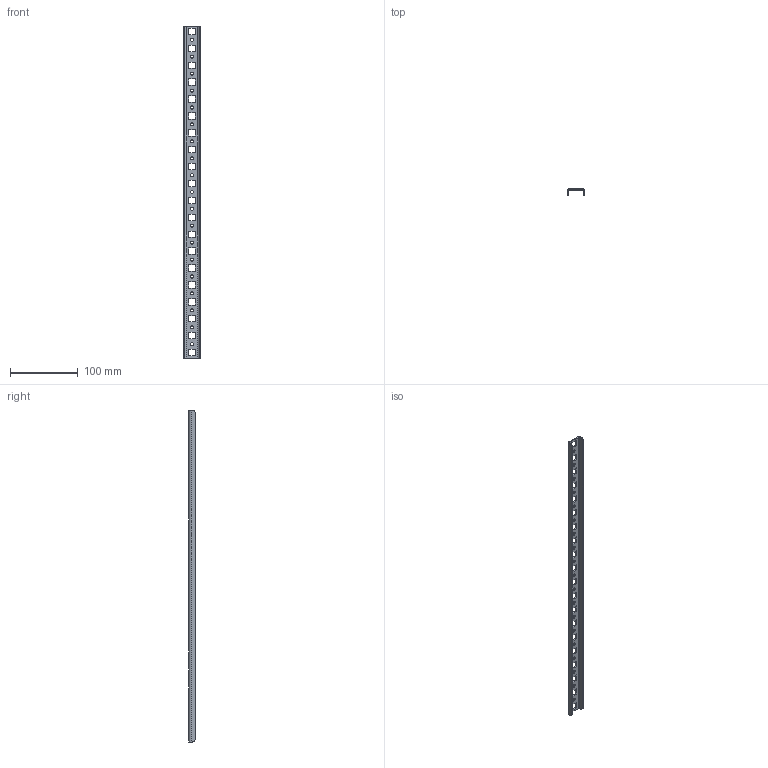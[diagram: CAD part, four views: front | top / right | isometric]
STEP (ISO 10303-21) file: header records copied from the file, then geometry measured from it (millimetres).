
FILE_DESCRIPTION (( 'STEP AP214' ), '1' );
FILE_NAME ('998.660.STEP', '2024-10-01T11:46:58', ( '' ), ( '' ), 'SwSTEP 2.0', 'SolidWorks 2021', '' );
FILE_SCHEMA (( 'AUTOMOTIVE_DESIGN' ));
Length unit declared in the file: millimetre
Products named in the file (1): 998.660
Bounding box: 25 x 10 x 491 mm (x, y, z)
Volume: 33448.7 mm3; surface area: 37618.4 mm2
Topology: 1 solids, 1 shells, 144 faces, 410 edges, 268 vertices
Faces by surface type: plane 98, cylinder 46
Entity records: 4848 total; most frequent: CARTESIAN_POINT 823, ORIENTED_EDGE 820, DIRECTION 792, EDGE_CURVE 410, LINE 318, VECTOR 318, VERTEX_POINT 268, AXIS2_PLACEMENT_3D 237
